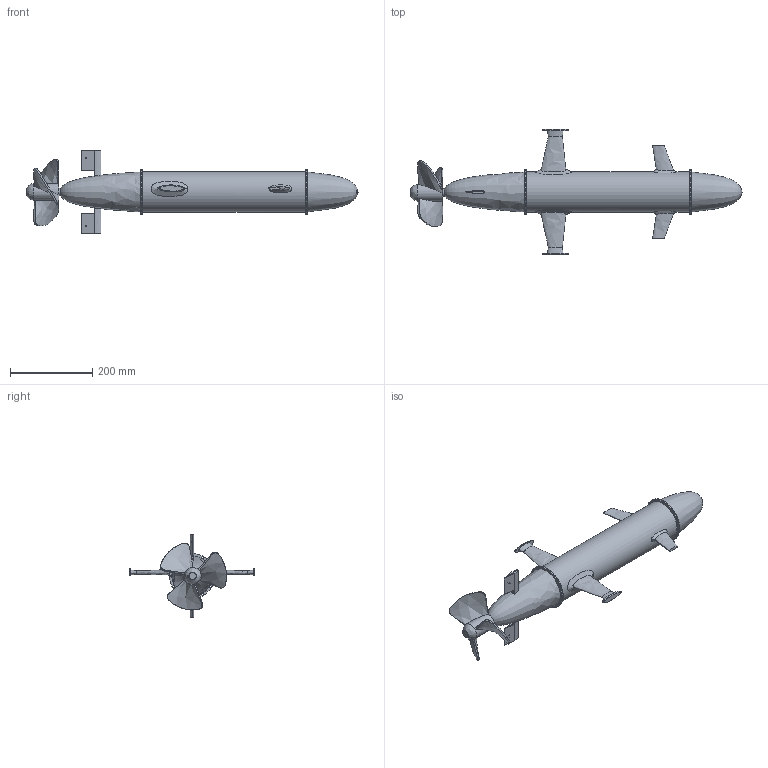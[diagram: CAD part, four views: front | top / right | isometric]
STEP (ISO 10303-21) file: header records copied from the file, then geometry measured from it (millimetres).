
FILE_DESCRIPTION(/* description */ ('STEP AP242'),/* implementation_level */ '2;1');
FILE_NAME(/* name */ 'Submarine.step',/* time_stamp */ '2025-11-12T14:56:18+04:00',/* author */ (''),/* organization */ (''),/* preprocessor_version */ 'ST-DEVELOPER v20.1',/* originating_system */ 'Autodesk Translation Framework v14.21.0.0',/* authorisation */ '');
FILE_SCHEMA (('AUTOMOTIVE_DESIGN { 1 0 10303 214 3 1 1 }'));
Length unit declared in the file: metre
Products named in the file (14): 2025-11-12-08-17-04-047; 2025-11-12-08-17-04-048; 2025-11-12-08-17-04-049; 2025-11-12-08-17-04-050; 2025-11-12-08-17-04-051; 2025-11-12-08-17-04-052; 2025-11-12-08-17-04-053; 2025-11-12-08-17-04-054; 2025-11-12-08-17-04-055; 2025-11-12-08-17-04-056; 2025-11-12-08-17-04-057; 2025-11-12-08-17-04-058; 2025-11-12-08-17-04-059; 2025-11-12-08-17-04-060
Assembly tree (13 placements, depth 2):
  2025-11-12-08-17-04-047
    2025-11-12-08-17-04-048
    2025-11-12-08-17-04-049
    2025-11-12-08-17-04-050
    2025-11-12-08-17-04-051
    2025-11-12-08-17-04-052
    2025-11-12-08-17-04-053
    2025-11-12-08-17-04-054
    2025-11-12-08-17-04-055
    2025-11-12-08-17-04-056
    2025-11-12-08-17-04-057
    2025-11-12-08-17-04-058
    2025-11-12-08-17-04-059
    2025-11-12-08-17-04-060
Bounding box: 805.12 x 305 x 200 mm (x, y, z)
Volume: 4188819.9 mm3; surface area: 409151 mm2
Topology: 19 solids, 19 shells, 250 faces, 599 edges, 396 vertices
Faces by surface type: plane 117, bspline 72, cylinder 61
Full cylindrical faces by diameter (mm): 4 x48, 17.757 x2, 41.031 x1, 97.568 x3, 109.568 x4
Entity records: 20586 total; most frequent: CARTESIAN_POINT 14457, ORIENTED_EDGE 1196, DIRECTION 1019, EDGE_CURVE 598, VERTEX_POINT 396, EDGE_LOOP 364, AXIS2_PLACEMENT_3D 356, LINE 307
